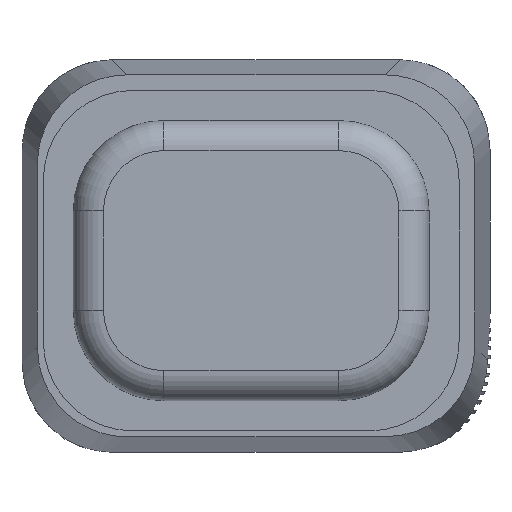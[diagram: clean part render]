
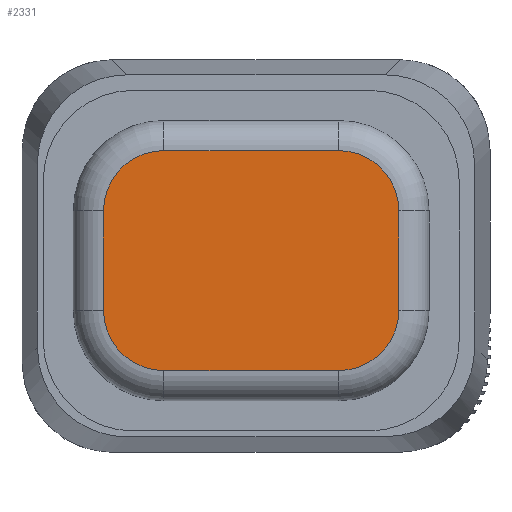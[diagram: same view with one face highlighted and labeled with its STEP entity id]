
A CAD part, top view. The second image highlights one B-rep face of the part: STEP entity #2331.
In plain terms, the highlighted planar face has unit normal (0, 0, 1).
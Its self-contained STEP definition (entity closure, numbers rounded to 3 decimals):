
#204 = VECTOR ( 'NONE', #8008, 1000. ) ;
#761 = CARTESIAN_POINT ( 'NONE',  ( -17.785, 13.234, 55. ) ) ;
#799 = EDGE_CURVE ( 'NONE', #8675, #3497, #3163, .T. ) ;
#846 = VECTOR ( 'NONE', #4523, 1000. ) ;
#887 = VERTEX_POINT ( 'NONE', #8884 ) ;
#1096 = LINE ( 'NONE', #6796, #846 ) ;
#1100 = CARTESIAN_POINT ( 'NONE',  ( 80.161, 13.234, 55. ) ) ;
#1230 = AXIS2_PLACEMENT_3D ( 'NONE', #7181, #2644, #7931 ) ;
#1238 = ORIENTED_EDGE ( 'NONE', *, *, #5224, .T. ) ;
#1244 = CARTESIAN_POINT ( 'NONE',  ( 0., 0., 55. ) ) ;
#1342 = EDGE_CURVE ( 'NONE', #1597, #8851, #7998, .T. ) ;
#1597 = VERTEX_POINT ( 'NONE', #5288 ) ;
#1897 = CARTESIAN_POINT ( 'NONE',  ( -17.785, 46.18, 55. ) ) ;
#1997 = DIRECTION ( 'NONE',  ( 1., 0., 0. ) ) ;
#2272 = VERTEX_POINT ( 'NONE', #9385 ) ;
#2331 = ADVANCED_FACE ( 'NONE', ( #4750 ), #7264, .T. ) ;
#2336 = EDGE_CURVE ( 'NONE', #4956, #8675, #6064, .T. ) ;
#2624 = EDGE_CURVE ( 'NONE', #3497, #1597, #8841, .T. ) ;
#2644 = DIRECTION ( 'NONE',  ( 0., 0., 1. ) ) ;
#2899 = ORIENTED_EDGE ( 'NONE', *, *, #1342, .T. ) ;
#2915 = DIRECTION ( 'NONE',  ( 0., 0., 1. ) ) ;
#2983 = VERTEX_POINT ( 'NONE', #8672 ) ;
#3163 = CIRCLE ( 'NONE', #4878, 20. ) ;
#3430 = ORIENTED_EDGE ( 'NONE', *, *, #2624, .T. ) ;
#3497 = VERTEX_POINT ( 'NONE', #7832 ) ;
#3680 = DIRECTION ( 'NONE',  ( 0., 1., 0. ) ) ;
#3834 = EDGE_CURVE ( 'NONE', #2272, #4956, #6512, .T. ) ;
#4006 = ORIENTED_EDGE ( 'NONE', *, *, #6718, .T. ) ;
#4220 = CARTESIAN_POINT ( 'NONE',  ( 60.161, -6.766, 55. ) ) ;
#4448 = CARTESIAN_POINT ( 'NONE',  ( 80.161, 46.18, 55. ) ) ;
#4523 = DIRECTION ( 'NONE',  ( -1., 0., 0. ) ) ;
#4581 = ORIENTED_EDGE ( 'NONE', *, *, #3834, .T. ) ;
#4681 = CIRCLE ( 'NONE', #8418, 20. ) ;
#4750 = FACE_OUTER_BOUND ( 'NONE', #5600, .T. ) ;
#4878 = AXIS2_PLACEMENT_3D ( 'NONE', #6485, #6180, #5469 ) ;
#4956 = VERTEX_POINT ( 'NONE', #1897 ) ;
#5007 = DIRECTION ( 'NONE',  ( 1., 0., 0. ) ) ;
#5034 = AXIS2_PLACEMENT_3D ( 'NONE', #5117, #5079, #5007 ) ;
#5079 = DIRECTION ( 'NONE',  ( 0., 0., 1. ) ) ;
#5117 = CARTESIAN_POINT ( 'NONE',  ( 60.161, 13.234, 55. ) ) ;
#5224 = EDGE_CURVE ( 'NONE', #2983, #2272, #1096, .T. ) ;
#5288 = CARTESIAN_POINT ( 'NONE',  ( 60.161, -6.766, 55. ) ) ;
#5469 = DIRECTION ( 'NONE',  ( 1., 0., 0. ) ) ;
#5600 = EDGE_LOOP ( 'NONE', ( #3430, #2899, #4006, #9668, #1238, #4581, #7271, #9638 ) ) ;
#5813 = LINE ( 'NONE', #4448, #7572 ) ;
#6064 = LINE ( 'NONE', #7297, #204 ) ;
#6180 = DIRECTION ( 'NONE',  ( 0., 0., 1. ) ) ;
#6485 = CARTESIAN_POINT ( 'NONE',  ( 2.215, 13.234, 55. ) ) ;
#6512 = CIRCLE ( 'NONE', #1230, 20. ) ;
#6544 = DIRECTION ( 'NONE',  ( 0., 0., 1. ) ) ;
#6718 = EDGE_CURVE ( 'NONE', #8851, #887, #5813, .T. ) ;
#6796 = CARTESIAN_POINT ( 'NONE',  ( 2.215, 66.18, 55. ) ) ;
#6857 = VECTOR ( 'NONE', #8717, 1000. ) ;
#7181 = CARTESIAN_POINT ( 'NONE',  ( 2.215, 46.18, 55. ) ) ;
#7225 = EDGE_CURVE ( 'NONE', #887, #2983, #4681, .T. ) ;
#7264 = PLANE ( 'NONE',  #9224 ) ;
#7271 = ORIENTED_EDGE ( 'NONE', *, *, #2336, .T. ) ;
#7297 = CARTESIAN_POINT ( 'NONE',  ( -17.785, 13.234, 55. ) ) ;
#7465 = CARTESIAN_POINT ( 'NONE',  ( 60.161, 46.18, 55. ) ) ;
#7572 = VECTOR ( 'NONE', #3680, 1000. ) ;
#7832 = CARTESIAN_POINT ( 'NONE',  ( 2.215, -6.766, 55. ) ) ;
#7931 = DIRECTION ( 'NONE',  ( 1., 0., 0. ) ) ;
#7998 = CIRCLE ( 'NONE', #5034, 20. ) ;
#8008 = DIRECTION ( 'NONE',  ( 0., -1., 0. ) ) ;
#8213 = DIRECTION ( 'NONE',  ( 1., 0., 0. ) ) ;
#8418 = AXIS2_PLACEMENT_3D ( 'NONE', #7465, #2915, #8213 ) ;
#8672 = CARTESIAN_POINT ( 'NONE',  ( 60.161, 66.18, 55. ) ) ;
#8675 = VERTEX_POINT ( 'NONE', #761 ) ;
#8717 = DIRECTION ( 'NONE',  ( 1., 0., 0. ) ) ;
#8841 = LINE ( 'NONE', #4220, #6857 ) ;
#8851 = VERTEX_POINT ( 'NONE', #1100 ) ;
#8884 = CARTESIAN_POINT ( 'NONE',  ( 80.161, 46.18, 55. ) ) ;
#9224 = AXIS2_PLACEMENT_3D ( 'NONE', #1244, #6544, #1997 ) ;
#9385 = CARTESIAN_POINT ( 'NONE',  ( 2.215, 66.18, 55. ) ) ;
#9638 = ORIENTED_EDGE ( 'NONE', *, *, #799, .T. ) ;
#9668 = ORIENTED_EDGE ( 'NONE', *, *, #7225, .T. ) ;
